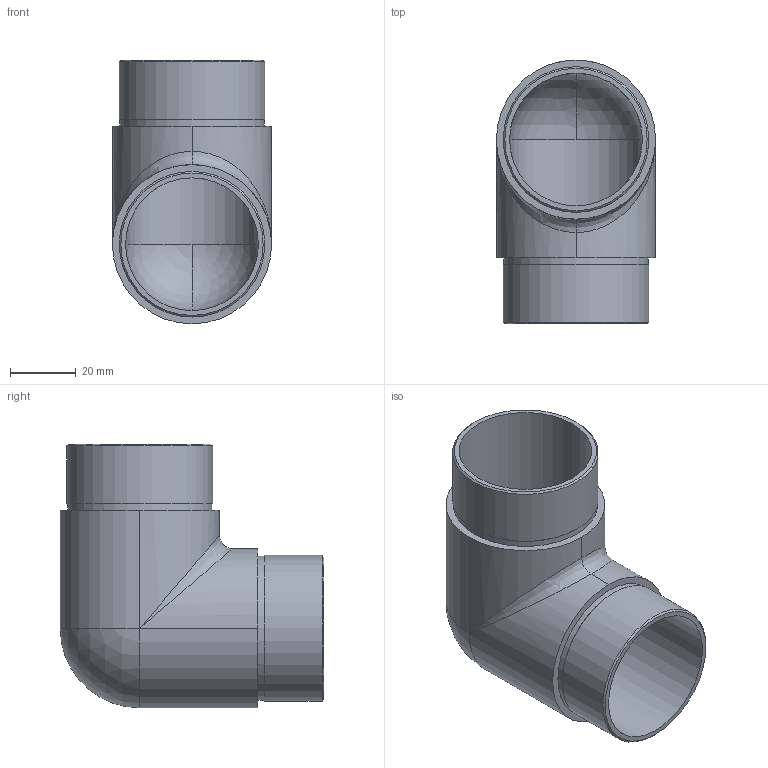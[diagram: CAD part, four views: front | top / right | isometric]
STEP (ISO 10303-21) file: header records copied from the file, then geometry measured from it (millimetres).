
FILE_DESCRIPTION (( 'STEP AP203' ), '1' );
FILE_NAME ('56168-320.STEP', '2022-10-11T14:05:11', ( '' ), ( '' ), 'SwSTEP 2.0', 'SolidWorks 2018', '' );
FILE_SCHEMA (( 'CONFIG_CONTROL_DESIGN' ));
Length unit declared in the file: millimetre
Products named in the file (1): 56168-320
Bounding box: 48.3 x 80 x 80 mm (x, y, z)
Volume: 48534.1 mm3; surface area: 30864.6 mm2
Topology: 1 solids, 1 shells, 258 faces, 674 edges, 441 vertices
Faces by surface type: bspline 122, plane 91, cylinder 39, sphere 4, cone 2
Full cylindrical faces by diameter (mm): 40.3 x2, 43.8 x2, 44.2 x2
Entity records: 12807 total; most frequent: CARTESIAN_POINT 7275, ORIENTED_EDGE 1318, DIRECTION 769, EDGE_CURVE 659, VERTEX_POINT 440, EDGE_LOOP 297, VECTOR 285, LINE 285
